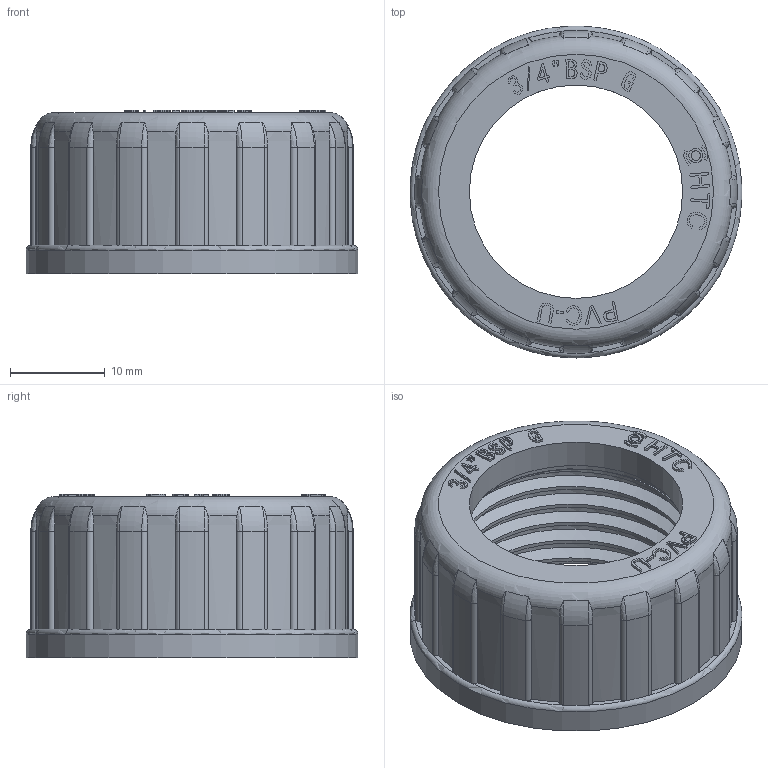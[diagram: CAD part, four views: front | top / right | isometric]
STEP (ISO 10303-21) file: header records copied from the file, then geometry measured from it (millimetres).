
FILE_DESCRIPTION(/* description */ (''),/* implementation_level */ '2;1');
FILE_NAME(/* name */ 'AF0600.COA.016.step',/* time_stamp */ '2026-01-07T08:00:19+01:00',/* author */ (''),/* organization */ (''),/* preprocessor_version */ 'ST-DEVELOPER v20.1',/* originating_system */ 'Autodesk Translation Framework v14.21.0.0',/* authorisation */ '');
FILE_SCHEMA (('AUTOMOTIVE_DESIGN { 1 0 10303 214 3 1 1 }'));
Length unit declared in the file: millimetre
Products named in the file (1): 2026-01-07-06-15-48-066
Bounding box: 35 x 35 x 17.25 mm (x, y, z)
Volume: 6785.7 mm3; surface area: 4844.1 mm2
Topology: 1 solids, 1 shells, 823 faces, 2315 edges, 1522 vertices
Faces by surface type: plane 674, cylinder 85, bspline 46, torus 18
Full cylindrical faces by diameter (mm): 1 x1, 1.5 x1, 22.5 x1, 24 x1, 24.117 x4, 26.441 x5, 35 x1
Entity records: 30594 total; most frequent: CARTESIAN_POINT 9551, ORIENTED_EDGE 4630, DIRECTION 3945, EDGE_CURVE 2315, LINE 1945, VECTOR 1945, VERTEX_POINT 1522, AXIS2_PLACEMENT_3D 1000
